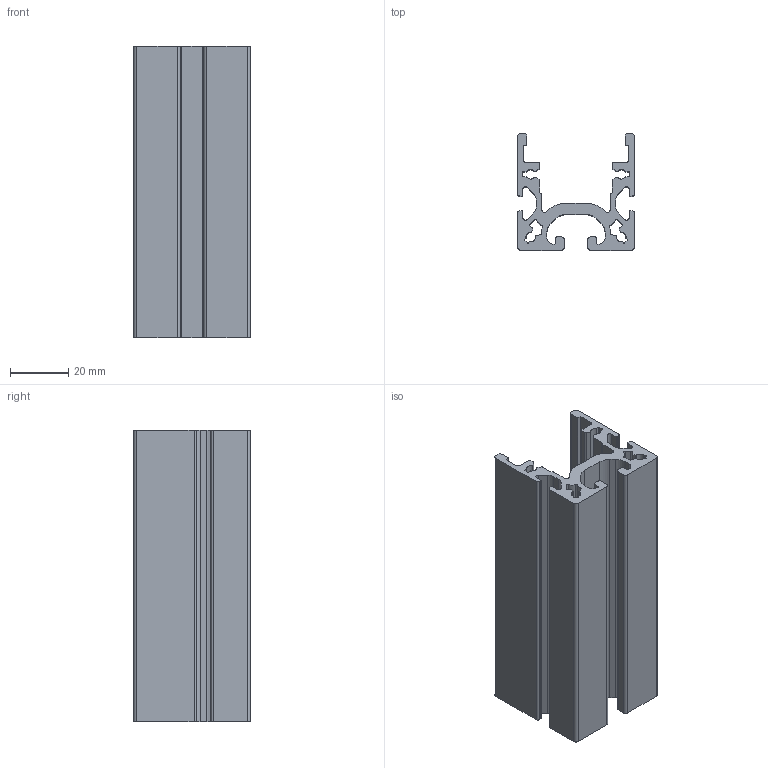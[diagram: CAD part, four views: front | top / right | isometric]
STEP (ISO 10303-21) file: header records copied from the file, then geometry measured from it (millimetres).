
FILE_DESCRIPTION (( 'STEP AP203' ), '1' );
FILE_NAME ('A10.08.40.60.STEP', '2016-09-27T18:08:50', ( '' ), ( '' ), 'SwSTEP 2.0', 'SolidWorks 2015', '' );
FILE_SCHEMA (( 'CONFIG_CONTROL_DESIGN' ));
Length unit declared in the file: millimetre
Products named in the file (1): A10.08.40.60
Bounding box: 40 x 40 x 100 mm (x, y, z)
Volume: 52260.2 mm3; surface area: 38241.5 mm2
Topology: 1 solids, 1 shells, 184 faces, 546 edges, 364 vertices
Faces by surface type: cylinder 106, plane 78
Entity records: 6327 total; most frequent: DIRECTION 1128, CARTESIAN_POINT 1095, ORIENTED_EDGE 1092, EDGE_CURVE 546, AXIS2_PLACEMENT_3D 397, VERTEX_POINT 364, LINE 334, VECTOR 334
